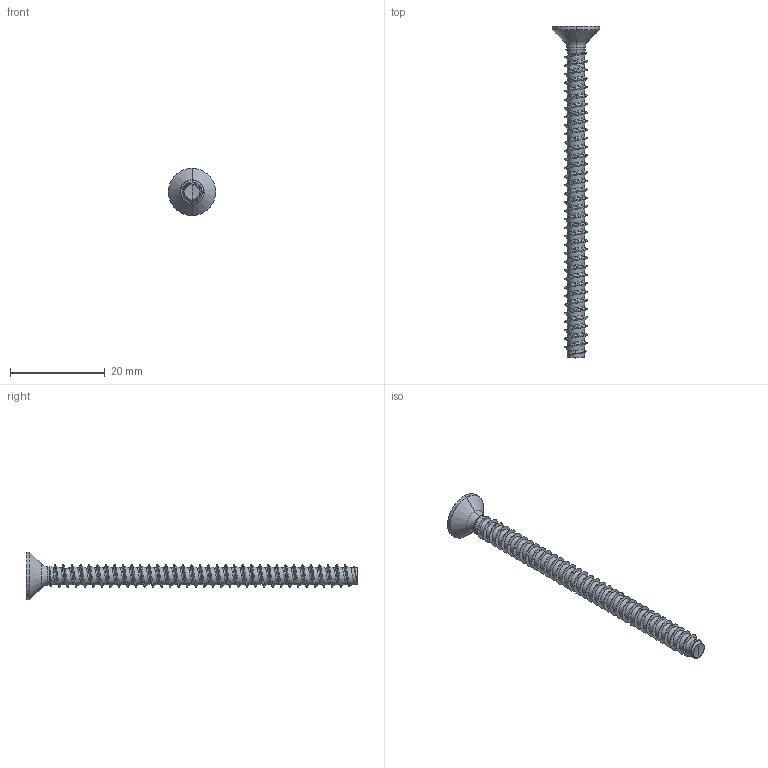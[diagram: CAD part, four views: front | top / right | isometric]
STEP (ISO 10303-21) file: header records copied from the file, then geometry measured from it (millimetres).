
FILE_DESCRIPTION (( 'STEP AP203' ), '1' );
FILE_NAME ('STP330500700.STEP', '2017-08-15T16:48:27', ( '' ), ( '' ), 'SwSTEP 2.0', 'SolidWorks 2015', '' );
FILE_SCHEMA (( 'CONFIG_CONTROL_DESIGN' ));
Length unit declared in the file: millimetre
Products named in the file (1): STP330500700
Bounding box: 10 x 70 x 10 mm (x, y, z)
Volume: 937.4 mm3; surface area: 1466.4 mm2
Topology: 1 solids, 1 shells, 233 faces, 567 edges, 336 vertices
Faces by surface type: cylinder 118, bspline 51, sphere 26, plane 22, cone 10, torus 6
Entity records: 63014 total; most frequent: CARTESIAN_POINT 58217, ORIENTED_EDGE 1130, DIRECTION 818, EDGE_CURVE 565, VERTEX_POINT 336, AXIS2_PLACEMENT_3D 323, EDGE_LOOP 235, FACE_OUTER_BOUND 233
